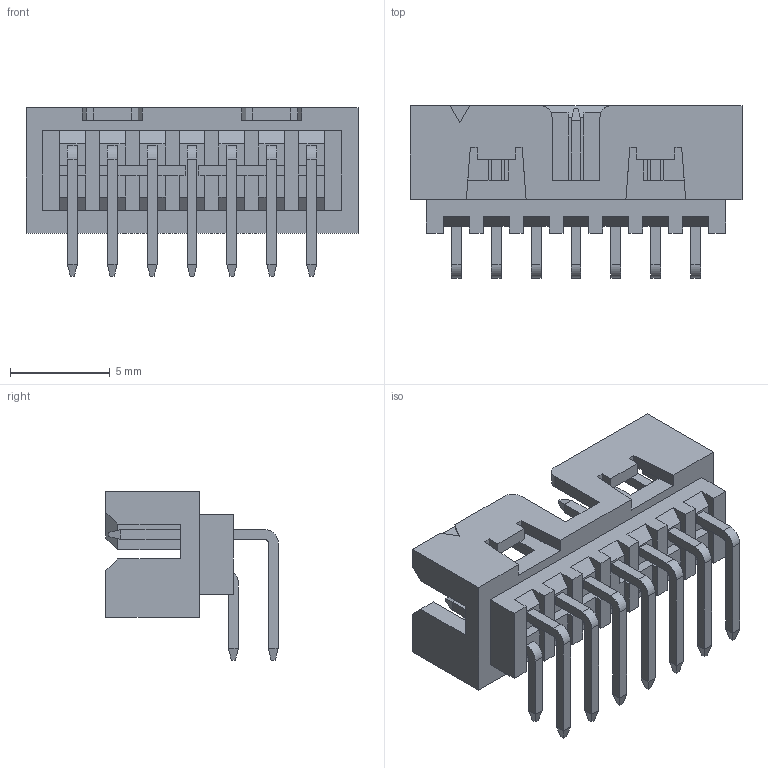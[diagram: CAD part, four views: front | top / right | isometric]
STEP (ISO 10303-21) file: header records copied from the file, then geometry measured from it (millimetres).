
FILE_DESCRIPTION((''),'2;1');
FILE_NAME('MOLEX_87833-1420.stp','2010-03-09T17:04:09',(''),(''),'Mechanical Desktop 2010','Mechanical Desktop 2010',', , ');
FILE_SCHEMA(('AUTOMOTIVE_DESIGN { 1 2 10303 214 1 1 1 1 }'));
Length unit declared in the file: millimetre
Products named in the file (1): Product
Bounding box: 16.65 x 8.65 x 8.46 mm (x, y, z)
Volume: 304.8 mm3; surface area: 959.2 mm2
Topology: 29 solids, 29 shells, 625 faces, 1496 edges, 936 vertices
Faces by surface type: plane 595, cylinder 30
Entity records: 17584 total; most frequent: CARTESIAN_POINT 3068, ORIENTED_EDGE 2992, DIRECTION 2806, EDGE_CURVE 1496, VECTOR 1434, LINE 1434, VERTEX_POINT 936, AXIS2_PLACEMENT_3D 686
